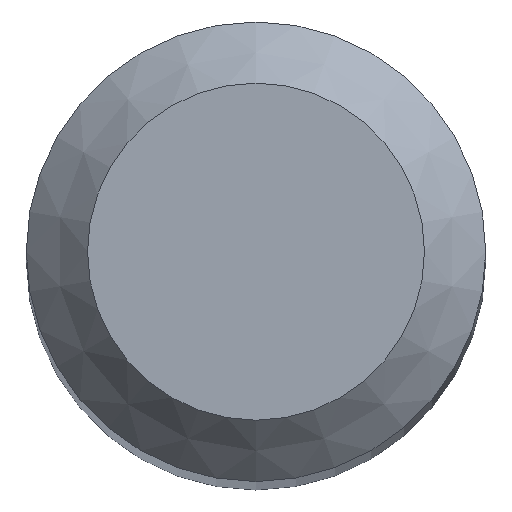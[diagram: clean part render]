
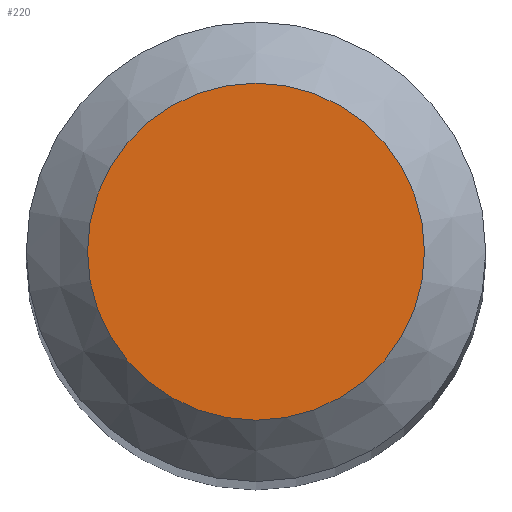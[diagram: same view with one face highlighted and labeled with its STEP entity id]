
A CAD part, top view. The second image highlights one B-rep face of the part: STEP entity #220.
In plain terms, the highlighted planar face has unit normal (0, 0, 1).
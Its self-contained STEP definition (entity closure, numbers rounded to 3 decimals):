
#21 = AXIS2_PLACEMENT_3D ( 'NONE', #255, #260, #176 ) ;
#27 = DIRECTION ( 'NONE',  ( 0., 1., 0. ) ) ;
#30 = FACE_OUTER_BOUND ( 'NONE', #41, .T. ) ;
#34 = VERTEX_POINT ( 'NONE', #101 ) ;
#41 = EDGE_LOOP ( 'NONE', ( #123 ) ) ;
#66 = AXIS2_PLACEMENT_3D ( 'NONE', #236, #128, #27 ) ;
#96 = PLANE ( 'NONE',  #21 ) ;
#98 = EDGE_CURVE ( 'NONE', #34, #34, #153, .T. ) ;
#101 = CARTESIAN_POINT ( 'NONE',  ( 0., 1.1, 43. ) ) ;
#123 = ORIENTED_EDGE ( 'NONE', *, *, #98, .F. ) ;
#128 = DIRECTION ( 'NONE',  ( 0., 0., -1. ) ) ;
#153 = CIRCLE ( 'NONE', #66, 1.1 ) ;
#176 = DIRECTION ( 'NONE',  ( 0., 1., 0. ) ) ;
#220 = ADVANCED_FACE ( 'NONE', ( #30 ), #96, .F. ) ;
#236 = CARTESIAN_POINT ( 'NONE',  ( 0., 0., 43. ) ) ;
#255 = CARTESIAN_POINT ( 'NONE',  ( 0., 0., 43. ) ) ;
#260 = DIRECTION ( 'NONE',  ( 0., 0., -1. ) ) ;
